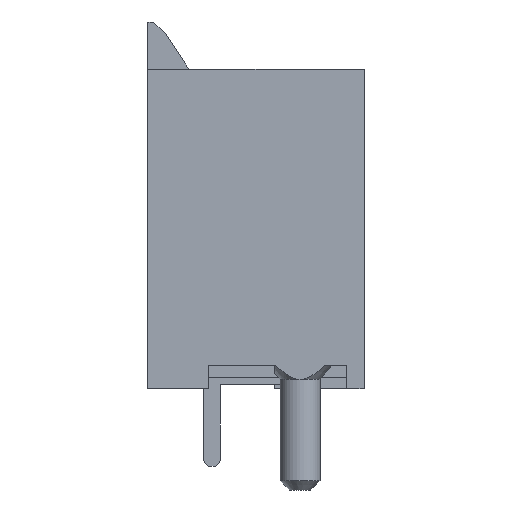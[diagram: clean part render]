
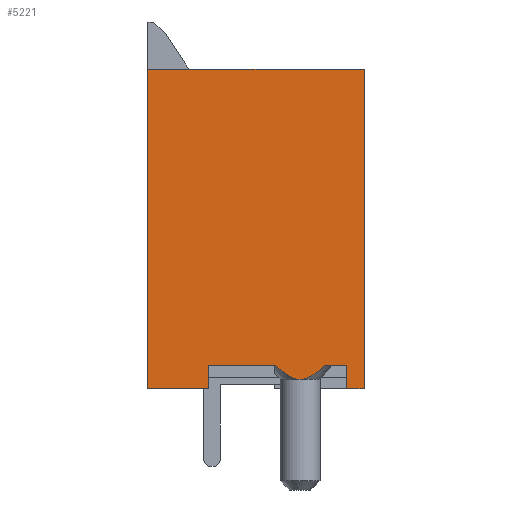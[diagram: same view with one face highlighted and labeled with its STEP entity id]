
A CAD part, left-side view. The second image highlights one B-rep face of the part: STEP entity #5221.
In plain terms, the highlighted planar face has unit normal (-1, 0, 0).
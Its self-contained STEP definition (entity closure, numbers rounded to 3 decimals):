
#25=B_SPLINE_CURVE_WITH_KNOTS('',3,(#7197,#7198,#7199,#7200,#7201,#7202,
#7203,#7204,#7205),.UNSPECIFIED.,.F.,.F.,(4,1,1,1,1,1,4),(0.,0.25,0.375,
0.5,0.625,0.75,1.),.UNSPECIFIED.);
#26=B_SPLINE_CURVE_WITH_KNOTS('',3,(#7206,#7207,#7208,#7209,#7210,#7211,
#7212,#7213,#7214),.UNSPECIFIED.,.F.,.F.,(4,1,1,1,1,1,4),(0.,0.25,0.375,
0.5,0.625,0.75,1.),.UNSPECIFIED.);
#462=ORIENTED_EDGE('',*,*,#1569,.T.);
#463=ORIENTED_EDGE('',*,*,#1570,.T.);
#464=ORIENTED_EDGE('',*,*,#1571,.T.);
#465=ORIENTED_EDGE('',*,*,#1572,.T.);
#466=ORIENTED_EDGE('',*,*,#1445,.T.);
#467=ORIENTED_EDGE('',*,*,#1573,.F.);
#468=ORIENTED_EDGE('',*,*,#1560,.T.);
#469=ORIENTED_EDGE('',*,*,#1574,.T.);
#470=ORIENTED_EDGE('',*,*,#1575,.F.);
#471=ORIENTED_EDGE('',*,*,#1576,.F.);
#472=ORIENTED_EDGE('',*,*,#1415,.T.);
#1415=EDGE_CURVE('',#1994,#1993,#2384,.T.);
#1445=EDGE_CURVE('',#2020,#2018,#2414,.T.);
#1560=EDGE_CURVE('',#2107,#2106,#2529,.T.);
#1569=EDGE_CURVE('',#1993,#2114,#2538,.T.);
#1570=EDGE_CURVE('',#2114,#1967,#25,.T.);
#1571=EDGE_CURVE('',#1967,#2115,#26,.T.);
#1572=EDGE_CURVE('',#2115,#2020,#2539,.T.);
#1573=EDGE_CURVE('',#2107,#2018,#2540,.T.);
#1574=EDGE_CURVE('',#2106,#2116,#2541,.T.);
#1575=EDGE_CURVE('',#2117,#2116,#2542,.T.);
#1576=EDGE_CURVE('',#1994,#2117,#2543,.T.);
#1967=VERTEX_POINT('',#6816);
#1993=VERTEX_POINT('',#6884);
#1994=VERTEX_POINT('',#6886);
#2018=VERTEX_POINT('',#6946);
#2020=VERTEX_POINT('',#6949);
#2106=VERTEX_POINT('',#7177);
#2107=VERTEX_POINT('',#7179);
#2114=VERTEX_POINT('',#7196);
#2115=VERTEX_POINT('',#7215);
#2116=VERTEX_POINT('',#7219);
#2117=VERTEX_POINT('',#7221);
#2384=LINE('',#6885,#2862);
#2414=LINE('',#6948,#2892);
#2529=LINE('',#7178,#3007);
#2538=LINE('',#7195,#3016);
#2539=LINE('',#7216,#3017);
#2540=LINE('',#7217,#3018);
#2541=LINE('',#7218,#3019);
#2542=LINE('',#7220,#3020);
#2543=LINE('',#7222,#3021);
#2862=VECTOR('',#5767,1000.);
#2892=VECTOR('',#5811,1000.);
#3007=VECTOR('',#5982,1000.);
#3016=VECTOR('',#5993,1000.);
#3017=VECTOR('',#5994,1000.);
#3018=VECTOR('',#5995,1000.);
#3019=VECTOR('',#5996,1000.);
#3020=VECTOR('',#5997,1000.);
#3021=VECTOR('',#5998,1000.);
#3334=EDGE_LOOP('',(#462,#463,#464,#465,#466,#467,#468,#469,#470,#471,#472));
#3533=FACE_BOUND('',#3334,.T.);
#3724=PLANE('',#5424);
#5221=ADVANCED_FACE('',(#3533),#3724,.F.);
#5424=AXIS2_PLACEMENT_3D('',#7194,#5991,#5992);
#5767=DIRECTION('',(0.,-1.,0.));
#5811=DIRECTION('',(0.,1.,0.));
#5982=DIRECTION('',(0.,-1.,0.));
#5991=DIRECTION('',(1.,0.,0.));
#5992=DIRECTION('',(0.,0.,-1.));
#5993=DIRECTION('',(0.,0.,-1.));
#5994=DIRECTION('',(0.,0.,-1.));
#5995=DIRECTION('',(0.,0.,1.));
#5996=DIRECTION('',(0.,0.,1.));
#5997=DIRECTION('',(0.,-1.,0.));
#5998=DIRECTION('',(0.,0.,1.));
#6816=CARTESIAN_POINT('',(-4.6,13.2,-1.875));
#6884=CARTESIAN_POINT('',(-4.6,12.6,2.));
#6885=CARTESIAN_POINT('',(-4.6,12.6,2.));
#6886=CARTESIAN_POINT('',(-4.6,13.6,2.));
#6946=CARTESIAN_POINT('',(-4.6,13.6,-3.85));
#6948=CARTESIAN_POINT('',(-4.6,12.6,-3.85));
#6949=CARTESIAN_POINT('',(-4.6,12.6,-3.85));
#7177=CARTESIAN_POINT('',(-4.6,0.,-4.6));
#7178=CARTESIAN_POINT('',(-4.6,13.6,-4.6));
#7179=CARTESIAN_POINT('',(-4.6,13.6,-4.6));
#7194=CARTESIAN_POINT('',(-4.6,13.6,-4.6));
#7195=CARTESIAN_POINT('',(-4.6,12.6,-0.8));
#7196=CARTESIAN_POINT('',(-4.6,12.6,-0.826));
#7197=CARTESIAN_POINT('',(-4.6,12.6,-0.826));
#7198=CARTESIAN_POINT('',(-4.6,12.684,-0.916));
#7199=CARTESIAN_POINT('',(-4.6,12.793,-1.04));
#7200=CARTESIAN_POINT('',(-4.6,12.916,-1.197));
#7201=CARTESIAN_POINT('',(-4.6,12.976,-1.277));
#7202=CARTESIAN_POINT('',(-4.6,13.087,-1.457));
#7203=CARTESIAN_POINT('',(-4.6,13.171,-1.648));
#7204=CARTESIAN_POINT('',(-4.6,13.2,-1.788));
#7205=CARTESIAN_POINT('',(-4.6,13.2,-1.875));
#7206=CARTESIAN_POINT('',(-4.6,13.2,-1.875));
#7207=CARTESIAN_POINT('',(-4.6,13.2,-1.96));
#7208=CARTESIAN_POINT('',(-4.6,13.172,-2.098));
#7209=CARTESIAN_POINT('',(-4.6,13.089,-2.288));
#7210=CARTESIAN_POINT('',(-4.6,12.982,-2.464));
#7211=CARTESIAN_POINT('',(-4.6,12.922,-2.546));
#7212=CARTESIAN_POINT('',(-4.6,12.798,-2.705));
#7213=CARTESIAN_POINT('',(-4.6,12.686,-2.831));
#7214=CARTESIAN_POINT('',(-4.6,12.6,-2.924));
#7215=CARTESIAN_POINT('',(-4.6,12.6,-2.924));
#7216=CARTESIAN_POINT('',(-4.6,12.6,-0.8));
#7217=CARTESIAN_POINT('',(-4.6,13.6,-4.6));
#7218=CARTESIAN_POINT('',(-4.6,0.,-4.6));
#7219=CARTESIAN_POINT('',(-4.6,0.,4.6));
#7220=CARTESIAN_POINT('',(-4.6,13.6,4.6));
#7221=CARTESIAN_POINT('',(-4.6,13.6,4.6));
#7222=CARTESIAN_POINT('',(-4.6,13.6,-4.6));
